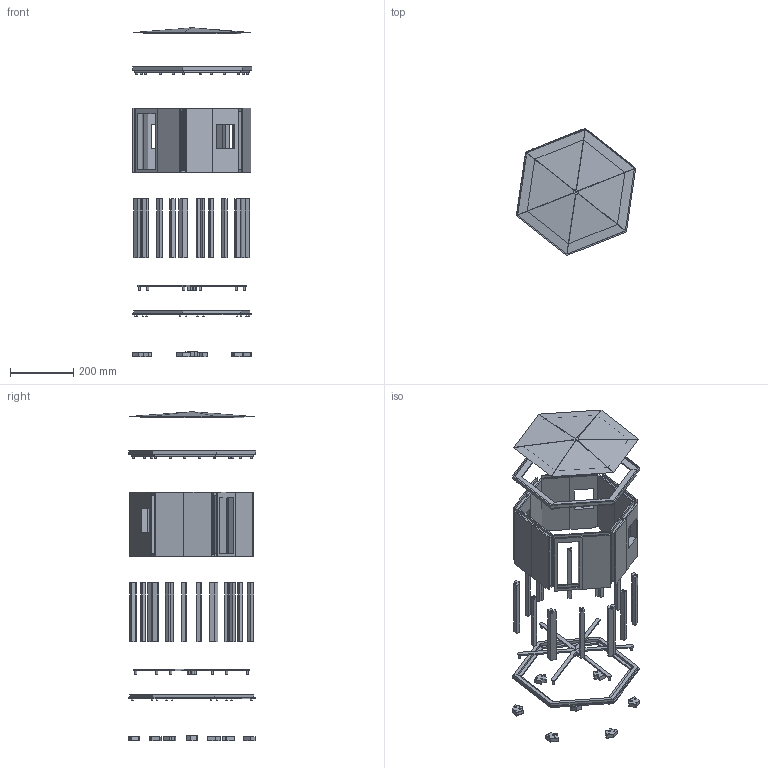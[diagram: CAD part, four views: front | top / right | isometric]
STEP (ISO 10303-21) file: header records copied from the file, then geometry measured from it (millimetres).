
FILE_DESCRIPTION(/* description */ ('STEP AP242','CAx-IF Rec.Pracs.---Representation and Presentation of Product Manufacturing Information (PMI)---4.0---2014-10-13','CAx-IF Rec.Pracs.---3D Tessellated Geometry---0.4---2014-09-14','2;1'),/* implementation_level */ '2;1');
FILE_NAME(/* name */ '617e29ab36aced728cd46af0',/* time_stamp */ '2021-10-31T05:29:17+00:00',/* author */ (''),/* organization */ (''),/* preprocessor_version */ 'ST-DEVELOPER v18.1',/* originating_system */ ' ',/* authorisation */ ' ');
FILE_SCHEMA (('AP242_MANAGED_MODEL_BASED_3D_ENGINEERING_MIM_LF { 1 0 10303 442 1 1 4 }'));
Length unit declared in the file: metre
Products named in the file (30): Complete Assembly; Roof Assembly <1>; Part 5; Part 4; Part 1; Part 6; Part 2; Part 3; Floor assembly <1>; Body Assembly <1>; Part 11; Part 7; Part 8; Part 12; Part 10; Part 9
Assembly tree (53 placements, depth 3):
  Complete Assembly
    Roof Assembly <1>
      Part 5
      Part 4
      Part 1  x3
      Part 1
      Part 1
      Part 6
      Part 2
      Part 3
    Floor assembly <1>
      Part 2
      Part 1  x3
      Part 1  x6
      Part 1  x6
    Body Assembly <1>
      Part 3
      Part 1  x6
      Part 1  x6
      Part 11
      Part 6
      Part 4
      Part 7
      Part 8
      Part 12
      Part 5
      Part 10
      Part 2
      Part 9
      Part 1
Bounding box: 378.36 x 404.12 x 1045.44 mm (x, y, z)
Volume: 5047145.6 mm3; surface area: 1272031.4 mm2
Topology: 50 solids, 50 shells, 803 faces, 1910 edges, 1275 vertices
Faces by surface type: plane 719, cylinder 84
Full cylindrical faces by diameter (mm): 4.233 x24, 6.35 x48
Entity records: 13896 total; most frequent: CARTESIAN_POINT 2311, ORIENTED_EDGE 2150, DIRECTION 2150, EDGE_CURVE 1075, LINE 1018, VECTOR 1018, VERTEX_POINT 727, AXIS2_PLACEMENT_3D 566
